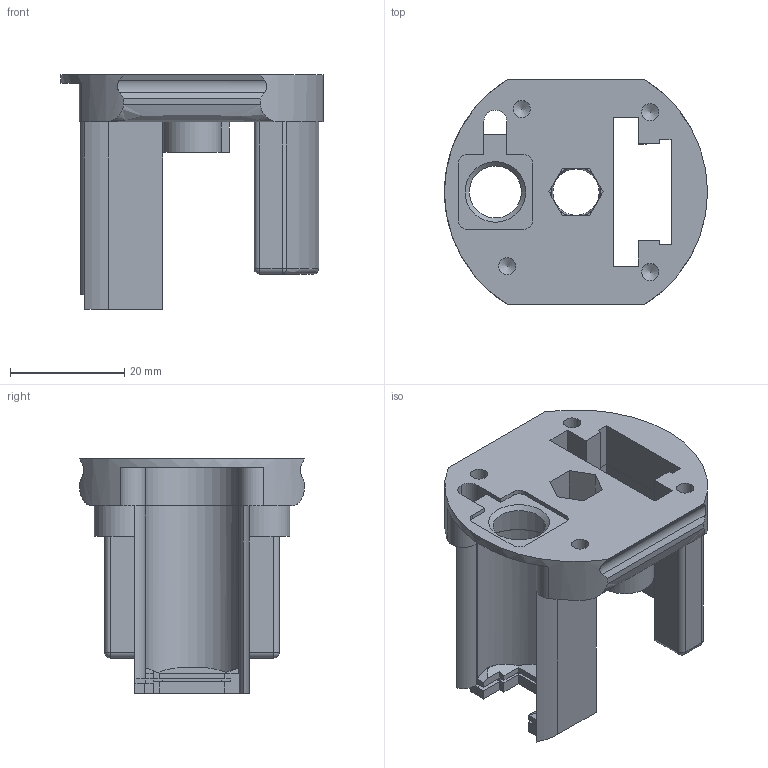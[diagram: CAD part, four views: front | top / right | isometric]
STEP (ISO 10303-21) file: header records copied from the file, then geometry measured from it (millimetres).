
FILE_DESCRIPTION(/* description */ (''),/* implementation_level */ '2;1');
FILE_NAME(/* name */ 'Base.step',/* time_stamp */ '2025-12-02T10:35:19Z',/* author */ (''),/* organization */ (''),/* preprocessor_version */ 'ST-DEVELOPER v20.1',/* originating_system */ 'Autodesk Translation Framework v14.21.0.0',/* authorisation */ '');
FILE_SCHEMA (('AUTOMOTIVE_DESIGN { 1 0 10303 214 3 1 1 }'));
Length unit declared in the file: millimetre
Products named in the file (1): Base
Bounding box: 46 x 39.39 x 41 mm (x, y, z)
Volume: 16494.1 mm3; surface area: 11994.4 mm2
Topology: 5 solids, 5 shells, 243 faces, 660 edges, 430 vertices
Faces by surface type: plane 139, cylinder 86, cone 7, bspline 6, sphere 4, torus 1
Full cylindrical faces by diameter (mm): 2.529 x12, 3 x4, 3.086 x4, 8.1 x1, 8.75 x1
Entity records: 10624 total; most frequent: CARTESIAN_POINT 4570, ORIENTED_EDGE 1312, DIRECTION 1159, EDGE_CURVE 656, VERTEX_POINT 430, LINE 405, VECTOR 405, AXIS2_PLACEMENT_3D 377
